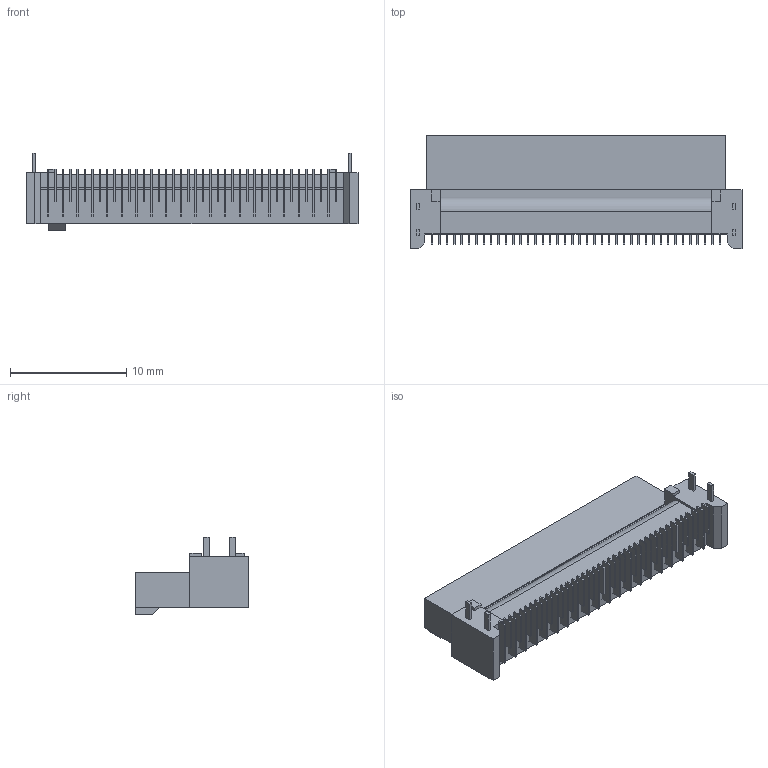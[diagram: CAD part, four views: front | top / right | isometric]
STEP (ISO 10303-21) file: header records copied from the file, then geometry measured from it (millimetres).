
FILE_DESCRIPTION(/* description */ ('STEP AP214'),/* implementation_level */ '2;1');
FILE_NAME(/* name */ 'SFM-120-02-L-DH-TR',/* time_stamp */ '2025-01-13T15:14:29+01:00',/* author */ ('License CC BY-ND 4.0'),/* organization */ ('CADENAS'),/* preprocessor_version */ 'ST-DEVELOPER v19.3',/* originating_system */ 'PARTsolutions',/* authorisation */ ' ');
FILE_SCHEMA (('AUTOMOTIVE_DESIGN {1 0 10303 214 3 1 1}'));
Length unit declared in the file: inch
Products named in the file (3): SFM-120-02-L-DH-TR; SFM-120-02-L-DH_terminal; C-20-02-DH-L_pins
Assembly tree (2 placements, depth 2):
  SFM-120-02-L-DH-TR
    SFM-120-02-L-DH_terminal
    C-20-02-DH-L_pins
Bounding box: 28.57 x 9.78 x 6.68 mm (x, y, z)
Volume: 790 mm3; surface area: 2025.4 mm2
Topology: 2 solids, 2 shells, 504 faces, 1366 edges, 910 vertices
Faces by surface type: plane 503, cylinder 1
Entity records: 15594 total; most frequent: CARTESIAN_POINT 2783, ORIENTED_EDGE 2732, DIRECTION 2382, EDGE_CURVE 1366, LINE 1364, VECTOR 1364, VERTEX_POINT 910, EDGE_LOOP 548
